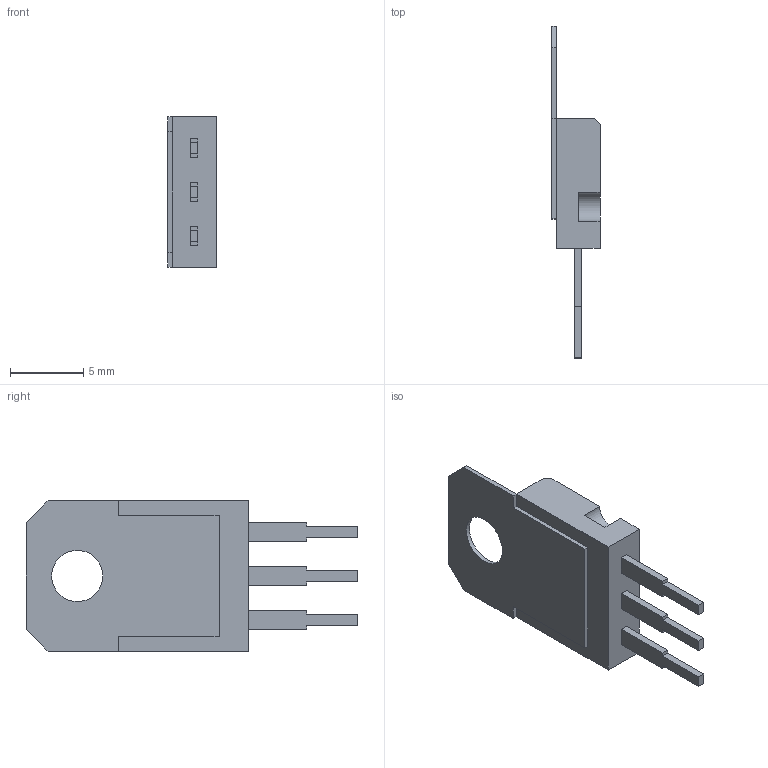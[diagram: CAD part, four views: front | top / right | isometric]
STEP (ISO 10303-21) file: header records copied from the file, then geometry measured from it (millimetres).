
FILE_DESCRIPTION(/* description */ (''),/* implementation_level */ '2;1');
FILE_NAME(/* name */ 'Regulador LM317.step',/* time_stamp */ '2019-10-18T15:32:49-05:00',/* author */ (''),/* organization */ (''),/* preprocessor_version */ 'ST-DEVELOPER v18',/* originating_system */ 'Autodesk Translation Framework v8.6.0.1094',/* authorisation */ '');
FILE_SCHEMA (('AUTOMOTIVE_DESIGN { 1 0 10303 214 3 1 1 }'));
Length unit declared in the file: millimetre
Products named in the file (1): (Unsaved)
Bounding box: 3.3 x 22.7 x 10.3 mm (x, y, z)
Volume: 314.1 mm3; surface area: 493.3 mm2
Topology: 1 solids, 1 shells, 60 faces, 197 edges, 148 vertices
Faces by surface type: plane 56, cylinder 4
Full cylindrical faces by diameter (mm): 1.2 x1, 3.5 x1
Entity records: 2776 total; most frequent: CARTESIAN_POINT 898, ORIENTED_EDGE 394, DIRECTION 317, EDGE_CURVE 197, LINE 171, VECTOR 171, VERTEX_POINT 148, AXIS2_PLACEMENT_3D 73
